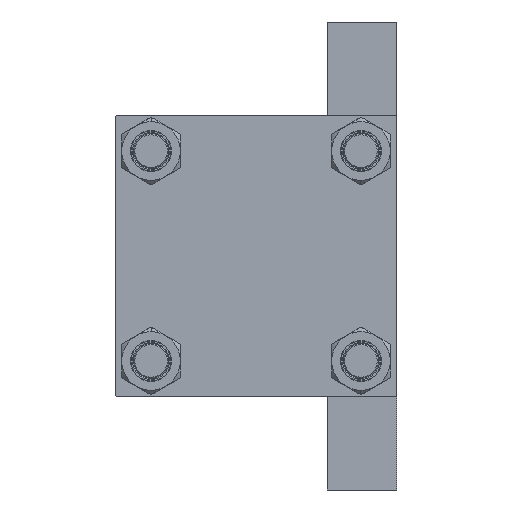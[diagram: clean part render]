
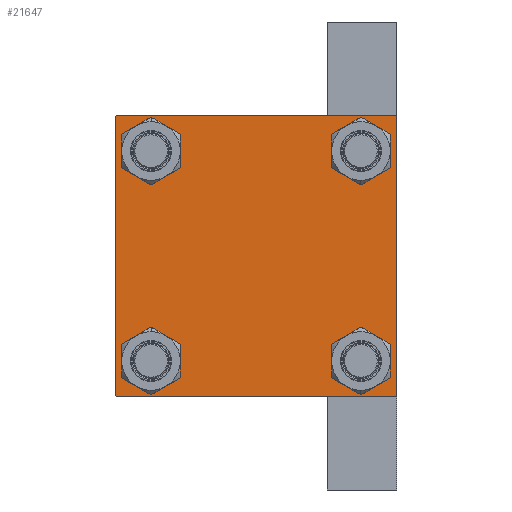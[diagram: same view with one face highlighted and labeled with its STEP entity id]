
A CAD part, left-side view. The second image highlights one B-rep face of the part: STEP entity #21647.
In plain terms, the highlighted planar face has unit normal (-1, 0, 0).
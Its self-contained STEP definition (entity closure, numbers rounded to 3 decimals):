
#222 = CARTESIAN_POINT ( 'NONE',  ( 0., -64.5, -65. ) ) ;
#319 = VECTOR ( 'NONE', #45915, 1000. ) ;
#629 = DIRECTION ( 'NONE',  ( 1., 0., 0. ) ) ;
#2145 = CARTESIAN_POINT ( 'NONE',  ( 0., 48.45, 48.45 ) ) ;
#2370 = VECTOR ( 'NONE', #9693, 1000. ) ;
#2820 = CARTESIAN_POINT ( 'NONE',  ( 0., 65., 65. ) ) ;
#3546 = VERTEX_POINT ( 'NONE', #6404 ) ;
#4031 = FACE_BOUND ( 'NONE', #17325, .T. ) ;
#4095 = CARTESIAN_POINT ( 'NONE',  ( 0., 48.45, 56.95 ) ) ;
#4207 = DIRECTION ( 'NONE',  ( 1., 0., 0. ) ) ;
#4642 = CARTESIAN_POINT ( 'NONE',  ( 0., 65., 64.5 ) ) ;
#4941 = EDGE_CURVE ( 'NONE', #45112, #33620, #46150, .T. ) ;
#5122 = CARTESIAN_POINT ( 'NONE',  ( 0., -48.45, 39.95 ) ) ;
#5529 = AXIS2_PLACEMENT_3D ( 'NONE', #20241, #20487, #26524 ) ;
#5551 = EDGE_CURVE ( 'NONE', #9710, #6009, #21645, .T. ) ;
#6009 = VERTEX_POINT ( 'NONE', #7518 ) ;
#6404 = CARTESIAN_POINT ( 'NONE',  ( 0., 64.5, -65. ) ) ;
#7048 = ORIENTED_EDGE ( 'NONE', *, *, #11654, .T. ) ;
#7518 = CARTESIAN_POINT ( 'NONE',  ( 0., -48.45, 56.95 ) ) ;
#7639 = DIRECTION ( 'NONE',  ( 1., 0., 0. ) ) ;
#7731 = FACE_BOUND ( 'NONE', #36078, .T. ) ;
#7893 = CIRCLE ( 'NONE', #5529, 8.5 ) ;
#8056 = CARTESIAN_POINT ( 'NONE',  ( 0., 65., 65. ) ) ;
#8258 = VERTEX_POINT ( 'NONE', #10537 ) ;
#8457 = CARTESIAN_POINT ( 'NONE',  ( 0., -64.75, 64.75 ) ) ;
#8814 = DIRECTION ( 'NONE',  ( 1., 0., 0. ) ) ;
#8935 = DIRECTION ( 'NONE',  ( -1., 0., 0. ) ) ;
#9693 = DIRECTION ( 'NONE',  ( 0., 0.707, -0.707 ) ) ;
#9710 = VERTEX_POINT ( 'NONE', #5122 ) ;
#9757 = CARTESIAN_POINT ( 'NONE',  ( 0., 65., -65. ) ) ;
#10168 = VERTEX_POINT ( 'NONE', #37422 ) ;
#10537 = CARTESIAN_POINT ( 'NONE',  ( 0., 48.45, -39.95 ) ) ;
#10659 = VERTEX_POINT ( 'NONE', #4642 ) ;
#11375 = EDGE_CURVE ( 'NONE', #10168, #10659, #13661, .T. ) ;
#11649 = EDGE_CURVE ( 'NONE', #27441, #3546, #39044, .T. ) ;
#11654 = EDGE_CURVE ( 'NONE', #32076, #8258, #7893, .T. ) ;
#12824 = DIRECTION ( 'NONE',  ( 0., 0., 1. ) ) ;
#13380 = CARTESIAN_POINT ( 'NONE',  ( 0., -65., 64.5 ) ) ;
#13661 = LINE ( 'NONE', #35954, #2370 ) ;
#14550 = ORIENTED_EDGE ( 'NONE', *, *, #22388, .F. ) ;
#15414 = FACE_BOUND ( 'NONE', #34724, .T. ) ;
#15474 = VECTOR ( 'NONE', #24870, 1000. ) ;
#15502 = AXIS2_PLACEMENT_3D ( 'NONE', #24440, #39298, #20741 ) ;
#16447 = ORIENTED_EDGE ( 'NONE', *, *, #26478, .T. ) ;
#17325 = EDGE_LOOP ( 'NONE', ( #16447, #7048 ) ) ;
#17809 = AXIS2_PLACEMENT_3D ( 'NONE', #23955, #20009, #12824 ) ;
#17917 = VECTOR ( 'NONE', #38906, 1000. ) ;
#17919 = DIRECTION ( 'NONE',  ( 0., 0., -1. ) ) ;
#19337 = ORIENTED_EDGE ( 'NONE', *, *, #45796, .T. ) ;
#19423 = CARTESIAN_POINT ( 'NONE',  ( 0., -48.45, -48.45 ) ) ;
#19440 = CARTESIAN_POINT ( 'NONE',  ( 0., -65., 65. ) ) ;
#19603 = PLANE ( 'NONE',  #21766 ) ;
#20009 = DIRECTION ( 'NONE',  ( 1., 0., 0. ) ) ;
#20078 = FACE_OUTER_BOUND ( 'NONE', #32032, .T. ) ;
#20092 = CARTESIAN_POINT ( 'NONE',  ( 0., -48.45, -39.95 ) ) ;
#20179 = ORIENTED_EDGE ( 'NONE', *, *, #48364, .T. ) ;
#20197 = CIRCLE ( 'NONE', #42307, 8.5 ) ;
#20203 = ORIENTED_EDGE ( 'NONE', *, *, #20907, .T. ) ;
#20241 = CARTESIAN_POINT ( 'NONE',  ( 0., 48.45, -48.45 ) ) ;
#20253 = CARTESIAN_POINT ( 'NONE',  ( 0., 48.45, 39.95 ) ) ;
#20331 = DIRECTION ( 'NONE',  ( 0., 0., 1. ) ) ;
#20487 = DIRECTION ( 'NONE',  ( 1., 0., 0. ) ) ;
#20741 = DIRECTION ( 'NONE',  ( 0., 0., 1. ) ) ;
#20907 = EDGE_CURVE ( 'NONE', #6009, #9710, #48648, .T. ) ;
#21051 = AXIS2_PLACEMENT_3D ( 'NONE', #39271, #31859, #35567 ) ;
#21645 = CIRCLE ( 'NONE', #46114, 8.5 ) ;
#21647 = ADVANCED_FACE ( 'NONE', ( #7731, #22836, #4031, #15414, #20078 ), #19603, .T. ) ;
#21766 = AXIS2_PLACEMENT_3D ( 'NONE', #35192, #8935, #20331 ) ;
#22388 = EDGE_CURVE ( 'NONE', #10168, #41097, #30125, .T. ) ;
#22675 = CARTESIAN_POINT ( 'NONE',  ( 0., -48.45, -56.95 ) ) ;
#22695 = EDGE_CURVE ( 'NONE', #3546, #43405, #32314, .T. ) ;
#22836 = FACE_BOUND ( 'NONE', #41349, .T. ) ;
#22951 = AXIS2_PLACEMENT_3D ( 'NONE', #38592, #4207, #38124 ) ;
#23364 = CIRCLE ( 'NONE', #15502, 8.5 ) ;
#23955 = CARTESIAN_POINT ( 'NONE',  ( 0., -48.45, 48.45 ) ) ;
#24440 = CARTESIAN_POINT ( 'NONE',  ( 0., 48.45, -48.45 ) ) ;
#24600 = LINE ( 'NONE', #2820, #44017 ) ;
#24870 = DIRECTION ( 'NONE',  ( 0., -1., 0. ) ) ;
#26139 = CARTESIAN_POINT ( 'NONE',  ( 0., 48.45, -56.95 ) ) ;
#26315 = ORIENTED_EDGE ( 'NONE', *, *, #11649, .T. ) ;
#26478 = EDGE_CURVE ( 'NONE', #8258, #32076, #23364, .T. ) ;
#26524 = DIRECTION ( 'NONE',  ( 0., 0., 1. ) ) ;
#26999 = CARTESIAN_POINT ( 'NONE',  ( 0., -65., -64.5 ) ) ;
#27441 = VERTEX_POINT ( 'NONE', #47761 ) ;
#29688 = CIRCLE ( 'NONE', #32864, 8.5 ) ;
#30125 = LINE ( 'NONE', #8056, #42332 ) ;
#30356 = DIRECTION ( 'NONE',  ( 0., -1., 0. ) ) ;
#30416 = CARTESIAN_POINT ( 'NONE',  ( 0., -48.45, 48.45 ) ) ;
#30523 = ORIENTED_EDGE ( 'NONE', *, *, #46046, .T. ) ;
#31859 = DIRECTION ( 'NONE',  ( 1., 0., 0. ) ) ;
#32032 = EDGE_LOOP ( 'NONE', ( #20179, #26315, #42948, #44875, #43148, #46123, #14550, #34284 ) ) ;
#32076 = VERTEX_POINT ( 'NONE', #26139 ) ;
#32131 = DIRECTION ( 'NONE',  ( 0., -0.707, -0.707 ) ) ;
#32314 = LINE ( 'NONE', #9757, #15474 ) ;
#32864 = AXIS2_PLACEMENT_3D ( 'NONE', #19423, #629, #34532 ) ;
#33198 = DIRECTION ( 'NONE',  ( 0., -0.707, 0.707 ) ) ;
#33534 = VECTOR ( 'NONE', #33198, 1000. ) ;
#33620 = VERTEX_POINT ( 'NONE', #26999 ) ;
#33709 = CIRCLE ( 'NONE', #21051, 8.5 ) ;
#34284 = ORIENTED_EDGE ( 'NONE', *, *, #11375, .T. ) ;
#34532 = DIRECTION ( 'NONE',  ( 0., 0., 1. ) ) ;
#34724 = EDGE_LOOP ( 'NONE', ( #36055, #19337 ) ) ;
#35123 = CARTESIAN_POINT ( 'NONE',  ( 0., -64.5, 65. ) ) ;
#35192 = CARTESIAN_POINT ( 'NONE',  ( 0., 0., 0. ) ) ;
#35567 = DIRECTION ( 'NONE',  ( 0., 0., 1. ) ) ;
#35954 = CARTESIAN_POINT ( 'NONE',  ( 0., 64.75, 64.75 ) ) ;
#36055 = ORIENTED_EDGE ( 'NONE', *, *, #36991, .T. ) ;
#36078 = EDGE_LOOP ( 'NONE', ( #20203, #48224 ) ) ;
#36991 = EDGE_CURVE ( 'NONE', #48134, #40111, #44284, .T. ) ;
#37408 = LINE ( 'NONE', #44075, #33534 ) ;
#37422 = CARTESIAN_POINT ( 'NONE',  ( 0., 64.5, 65. ) ) ;
#37907 = CARTESIAN_POINT ( 'NONE',  ( 0., 64.75, -64.75 ) ) ;
#38124 = DIRECTION ( 'NONE',  ( 0., 0., 1. ) ) ;
#38592 = CARTESIAN_POINT ( 'NONE',  ( 0., 48.45, 48.45 ) ) ;
#38704 = VECTOR ( 'NONE', #32131, 1000. ) ;
#38773 = DIRECTION ( 'NONE',  ( 0., 0., 1. ) ) ;
#38906 = DIRECTION ( 'NONE',  ( 0., 0.707, 0.707 ) ) ;
#39044 = LINE ( 'NONE', #37907, #38704 ) ;
#39148 = LINE ( 'NONE', #8457, #17917 ) ;
#39271 = CARTESIAN_POINT ( 'NONE',  ( 0., -48.45, -48.45 ) ) ;
#39298 = DIRECTION ( 'NONE',  ( 1., 0., 0. ) ) ;
#39816 = ORIENTED_EDGE ( 'NONE', *, *, #47962, .T. ) ;
#40111 = VERTEX_POINT ( 'NONE', #20253 ) ;
#41097 = VERTEX_POINT ( 'NONE', #35123 ) ;
#41349 = EDGE_LOOP ( 'NONE', ( #30523, #39816 ) ) ;
#42241 = EDGE_CURVE ( 'NONE', #43405, #33620, #37408, .T. ) ;
#42307 = AXIS2_PLACEMENT_3D ( 'NONE', #2145, #8814, #38773 ) ;
#42332 = VECTOR ( 'NONE', #30356, 1000. ) ;
#42948 = ORIENTED_EDGE ( 'NONE', *, *, #22695, .T. ) ;
#42951 = VERTEX_POINT ( 'NONE', #22675 ) ;
#43148 = ORIENTED_EDGE ( 'NONE', *, *, #4941, .F. ) ;
#43405 = VERTEX_POINT ( 'NONE', #222 ) ;
#44017 = VECTOR ( 'NONE', #17919, 1000. ) ;
#44075 = CARTESIAN_POINT ( 'NONE',  ( 0., -64.75, -64.75 ) ) ;
#44284 = CIRCLE ( 'NONE', #22951, 8.5 ) ;
#44875 = ORIENTED_EDGE ( 'NONE', *, *, #42241, .T. ) ;
#45112 = VERTEX_POINT ( 'NONE', #13380 ) ;
#45796 = EDGE_CURVE ( 'NONE', #40111, #48134, #20197, .T. ) ;
#45915 = DIRECTION ( 'NONE',  ( 0., 0., -1. ) ) ;
#46046 = EDGE_CURVE ( 'NONE', #47587, #42951, #29688, .T. ) ;
#46114 = AXIS2_PLACEMENT_3D ( 'NONE', #30416, #7639, #48736 ) ;
#46123 = ORIENTED_EDGE ( 'NONE', *, *, #47566, .T. ) ;
#46150 = LINE ( 'NONE', #19440, #319 ) ;
#47566 = EDGE_CURVE ( 'NONE', #45112, #41097, #39148, .T. ) ;
#47587 = VERTEX_POINT ( 'NONE', #20092 ) ;
#47761 = CARTESIAN_POINT ( 'NONE',  ( 0., 65., -64.5 ) ) ;
#47962 = EDGE_CURVE ( 'NONE', #42951, #47587, #33709, .T. ) ;
#48134 = VERTEX_POINT ( 'NONE', #4095 ) ;
#48224 = ORIENTED_EDGE ( 'NONE', *, *, #5551, .T. ) ;
#48364 = EDGE_CURVE ( 'NONE', #10659, #27441, #24600, .T. ) ;
#48648 = CIRCLE ( 'NONE', #17809, 8.5 ) ;
#48736 = DIRECTION ( 'NONE',  ( 0., 0., 1. ) ) ;
